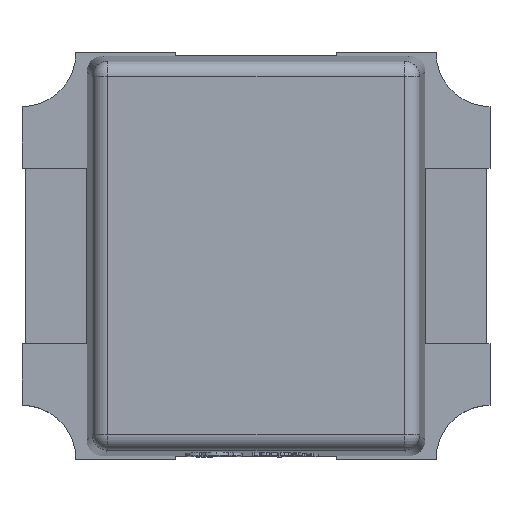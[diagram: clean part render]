
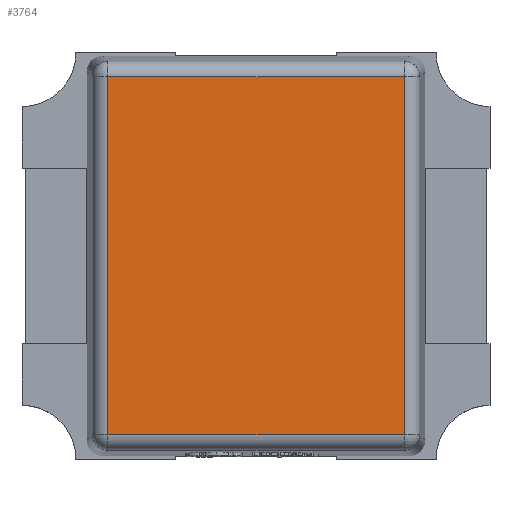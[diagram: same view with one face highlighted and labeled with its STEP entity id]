
A CAD part, top view. The second image highlights one B-rep face of the part: STEP entity #3764.
In plain terms, the highlighted planar face has unit normal (0, 0, 1).
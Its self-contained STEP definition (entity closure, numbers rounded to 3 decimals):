
#226 = ORIENTED_EDGE ( 'NONE', *, *, #10067, .T. ) ;
#441 = VERTEX_POINT ( 'NONE', #6574 ) ;
#500 = EDGE_CURVE ( 'NONE', #1859, #6358, #5017, .T. ) ;
#1113 = VERTEX_POINT ( 'NONE', #3729 ) ;
#1433 = ORIENTED_EDGE ( 'NONE', *, *, #2541, .T. ) ;
#1666 = EDGE_CURVE ( 'NONE', #6358, #1113, #6970, .T. ) ;
#1859 = VERTEX_POINT ( 'NONE', #6037 ) ;
#1959 = VECTOR ( 'NONE', #2565, 1000. ) ;
#2541 = EDGE_CURVE ( 'NONE', #1113, #441, #2551, .T. ) ;
#2551 = LINE ( 'NONE', #12333, #7187 ) ;
#2565 = DIRECTION ( 'NONE',  ( 1., 0., 0. ) ) ;
#3010 = CARTESIAN_POINT ( 'NONE',  ( 0.482, 0.582, 0.58 ) ) ;
#3100 = VECTOR ( 'NONE', #10526, 1000. ) ;
#3356 = DIRECTION ( 'NONE',  ( 0., 0., 1. ) ) ;
#3428 = CARTESIAN_POINT ( 'NONE',  ( 0., 0., 0.58 ) ) ;
#3729 = CARTESIAN_POINT ( 'NONE',  ( -0.482, 0.582, 0.58 ) ) ;
#3764 = ADVANCED_FACE ( 'NONE', ( #9321 ), #10776, .T. ) ;
#4160 = ORIENTED_EDGE ( 'NONE', *, *, #1666, .T. ) ;
#5017 = LINE ( 'NONE', #8931, #9906 ) ;
#5299 = AXIS2_PLACEMENT_3D ( 'NONE', #3428, #3356, #12397 ) ;
#6037 = CARTESIAN_POINT ( 'NONE',  ( 0.482, -0.582, 0.58 ) ) ;
#6358 = VERTEX_POINT ( 'NONE', #3010 ) ;
#6574 = CARTESIAN_POINT ( 'NONE',  ( -0.482, -0.582, 0.58 ) ) ;
#6970 = LINE ( 'NONE', #12013, #3100 ) ;
#7187 = VECTOR ( 'NONE', #11033, 1000. ) ;
#8766 = LINE ( 'NONE', #13737, #1959 ) ;
#8775 = DIRECTION ( 'NONE',  ( 0., 1., 0. ) ) ;
#8931 = CARTESIAN_POINT ( 'NONE',  ( 0.482, 0.629, 0.58 ) ) ;
#9321 = FACE_OUTER_BOUND ( 'NONE', #14078, .T. ) ;
#9906 = VECTOR ( 'NONE', #8775, 1000. ) ;
#10067 = EDGE_CURVE ( 'NONE', #441, #1859, #8766, .T. ) ;
#10526 = DIRECTION ( 'NONE',  ( -1., 0., 0. ) ) ;
#10776 = PLANE ( 'NONE',  #5299 ) ;
#11033 = DIRECTION ( 'NONE',  ( 0., -1., 0. ) ) ;
#12013 = CARTESIAN_POINT ( 'NONE',  ( -0.529, 0.582, 0.58 ) ) ;
#12333 = CARTESIAN_POINT ( 'NONE',  ( -0.482, -0.629, 0.58 ) ) ;
#12397 = DIRECTION ( 'NONE',  ( 1., 0., 0. ) ) ;
#13676 = ORIENTED_EDGE ( 'NONE', *, *, #500, .T. ) ;
#13737 = CARTESIAN_POINT ( 'NONE',  ( 0.529, -0.582, 0.58 ) ) ;
#14078 = EDGE_LOOP ( 'NONE', ( #1433, #226, #13676, #4160 ) ) ;
